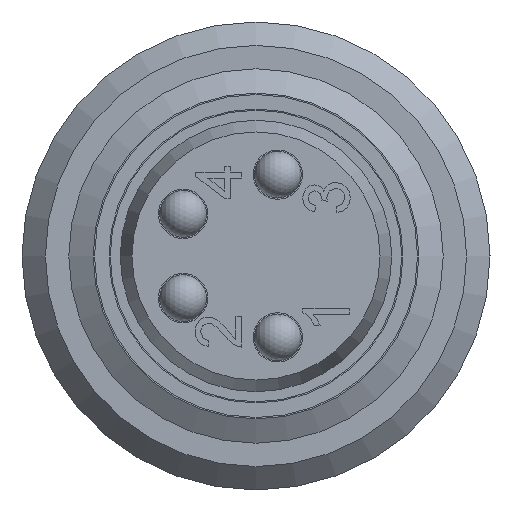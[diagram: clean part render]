
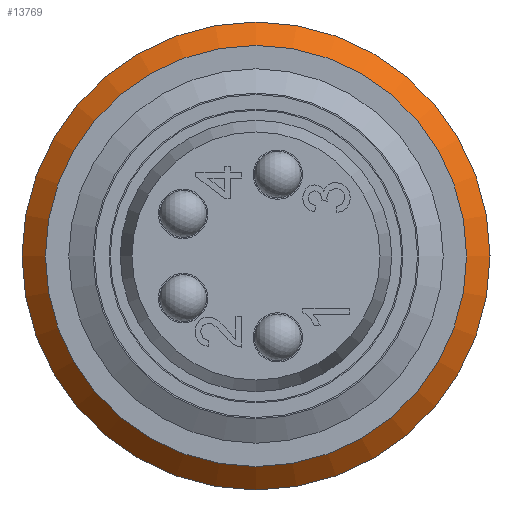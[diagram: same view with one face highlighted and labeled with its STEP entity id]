
A CAD part, left-side view. The second image highlights one B-rep face of the part: STEP entity #13769.
In plain terms, the highlighted conical face has half-angle 45 degrees and reference radius 5 mm.
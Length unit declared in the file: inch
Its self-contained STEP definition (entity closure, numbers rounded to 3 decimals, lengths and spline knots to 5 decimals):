
#299 = EDGE_LOOP ( 'NONE', ( #1543 ) ) ;
#786 = CIRCLE ( 'NONE', #4720, 0.17717 ) ;
#1059 = AXIS2_PLACEMENT_3D ( 'NONE', #2272, #4952, #13098 ) ;
#1359 = DIRECTION ( 'NONE',  ( 0., 0., -1. ) ) ;
#1543 = ORIENTED_EDGE ( 'NONE', *, *, #14358, .T. ) ;
#1930 = CARTESIAN_POINT ( 'NONE',  ( -0.26772, 0., 0.17717 ) ) ;
#1986 = FACE_BOUND ( 'NONE', #299, .T. ) ;
#2187 = CARTESIAN_POINT ( 'NONE',  ( -0.2874, 0., 0. ) ) ;
#2272 = CARTESIAN_POINT ( 'NONE',  ( -0.2874, 0., 0. ) ) ;
#3450 = CONICAL_SURFACE ( 'NONE', #1059, 0.19685, 0.785 ) ;
#4720 = AXIS2_PLACEMENT_3D ( 'NONE', #14591, #6526, #16003 ) ;
#4952 = DIRECTION ( 'NONE',  ( -1., 0., 0. ) ) ;
#5818 = EDGE_CURVE ( 'NONE', #12309, #12309, #16073, .T. ) ;
#6526 = DIRECTION ( 'NONE',  ( -1., 0., 0. ) ) ;
#6902 = AXIS2_PLACEMENT_3D ( 'NONE', #2187, #9431, #1359 ) ;
#8516 = CARTESIAN_POINT ( 'NONE',  ( -0.2874, 0., -0.19685 ) ) ;
#8607 = EDGE_LOOP ( 'NONE', ( #14843 ) ) ;
#9431 = DIRECTION ( 'NONE',  ( -1., 0., 0. ) ) ;
#12309 = VERTEX_POINT ( 'NONE', #8516 ) ;
#13098 = DIRECTION ( 'NONE',  ( 0., 0., 1. ) ) ;
#13360 = VERTEX_POINT ( 'NONE', #1930 ) ;
#13769 = ADVANCED_FACE ( 'NONE', ( #15931, #1986 ), #3450, .T. ) ;
#14358 = EDGE_CURVE ( 'NONE', #13360, #13360, #786, .T. ) ;
#14591 = CARTESIAN_POINT ( 'NONE',  ( -0.26772, 0., 0. ) ) ;
#14843 = ORIENTED_EDGE ( 'NONE', *, *, #5818, .F. ) ;
#15931 = FACE_OUTER_BOUND ( 'NONE', #8607, .T. ) ;
#16003 = DIRECTION ( 'NONE',  ( 0., 0., 1. ) ) ;
#16073 = CIRCLE ( 'NONE', #6902, 0.19685 ) ;
